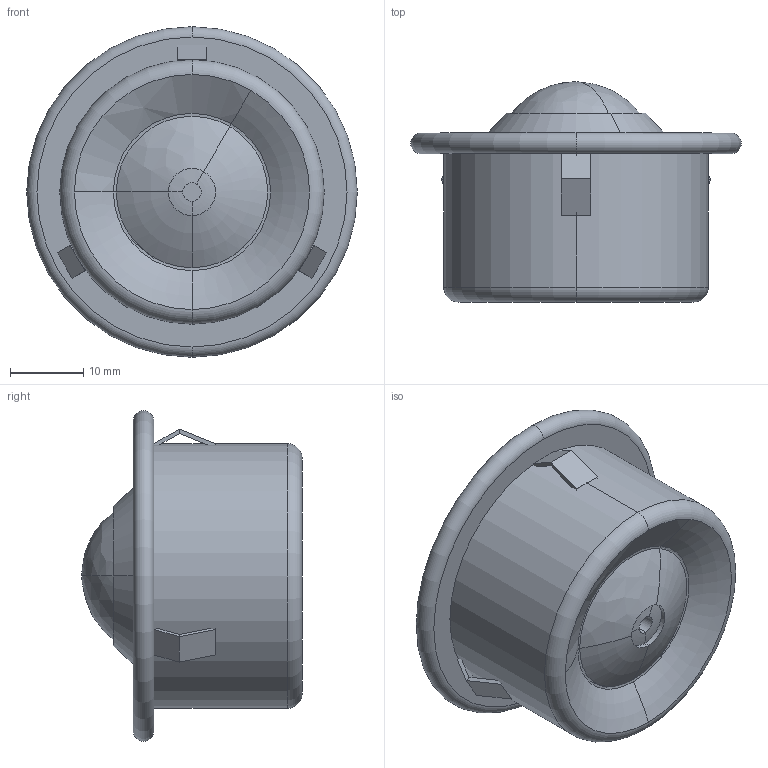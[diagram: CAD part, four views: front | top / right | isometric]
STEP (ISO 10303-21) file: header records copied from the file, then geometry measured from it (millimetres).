
FILE_DESCRIPTION (( 'STEP AP214' ), '1' );
FILE_NAME ('0026957.step', '2023-04-11T10:06:13', ( '' ), ( '' ), 'SwSTEP 2.0', 'SolidWorks 2020', '' );
FILE_SCHEMA (( 'AUTOMOTIVE_DESIGN' ));
Length unit declared in the file: millimetre
Products named in the file (1): 0026957
Bounding box: 45 x 30 x 45 mm (x, y, z)
Volume: 25292.1 mm3; surface area: 9136.9 mm2
Topology: 9 solids, 9 shells, 73 faces, 154 edges, 97 vertices
Faces by surface type: plane 44, torus 10, cone 6, bspline 6, cylinder 6, sphere 1
Entity records: 2876 total; most frequent: CARTESIAN_POINT 375, DIRECTION 351, ORIENTED_EDGE 300, EDGE_CURVE 150, AXIS2_PLACEMENT_3D 133, VERTEX_POINT 97, VECTOR 85, LINE 85
